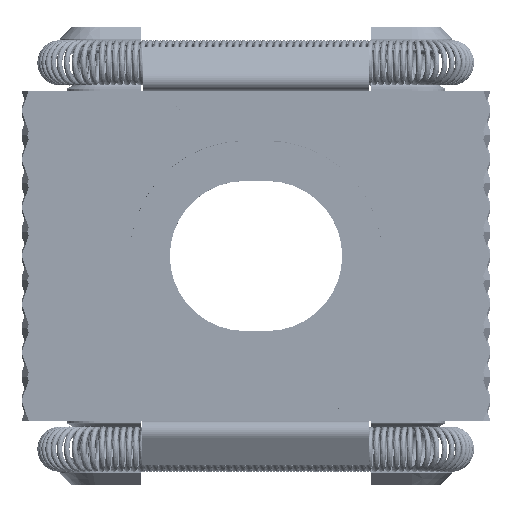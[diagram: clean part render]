
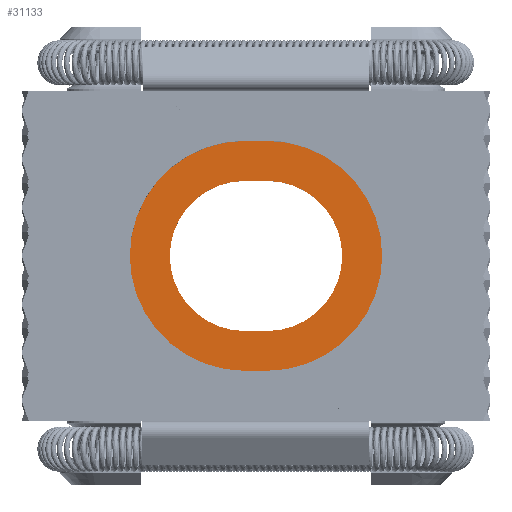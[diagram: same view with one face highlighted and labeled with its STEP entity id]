
A CAD part, top view. The second image highlights one B-rep face of the part: STEP entity #31133.
In plain terms, the highlighted planar face has unit normal (0, 0, 1).
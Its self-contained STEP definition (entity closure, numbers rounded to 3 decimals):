
#706 = CIRCLE ( 'NONE', #7802, 10.319 ) ;
#1920 = LINE ( 'NONE', #54701, #69934 ) ;
#2397 = VERTEX_POINT ( 'NONE', #5779 ) ;
#2463 = CARTESIAN_POINT ( 'NONE',  ( 0., 6.731, 4.8 ) ) ;
#3448 = DIRECTION ( 'NONE',  ( 1., 0., 0. ) ) ;
#4311 = VERTEX_POINT ( 'NONE', #62661 ) ;
#5779 = CARTESIAN_POINT ( 'NONE',  ( -1., -10.319, 4.8 ) ) ;
#6308 = CARTESIAN_POINT ( 'NONE',  ( 7.731, 0., 4.8 ) ) ;
#7539 = AXIS2_PLACEMENT_3D ( 'NONE', #60096, #55222, #31280 ) ;
#7758 = AXIS2_PLACEMENT_3D ( 'NONE', #29498, #30252, #65071 ) ;
#7802 = AXIS2_PLACEMENT_3D ( 'NONE', #54115, #26037, #19469 ) ;
#8444 = ORIENTED_EDGE ( 'NONE', *, *, #23001, .F. ) ;
#8969 = CIRCLE ( 'NONE', #23052, 6.731 ) ;
#9081 = ORIENTED_EDGE ( 'NONE', *, *, #26448, .F. ) ;
#9780 = DIRECTION ( 'NONE',  ( 0., 0., 1. ) ) ;
#13407 = EDGE_CURVE ( 'NONE', #53802, #56378, #8969, .T. ) ;
#13666 = DIRECTION ( 'NONE',  ( 1., 0., 0. ) ) ;
#14225 = DIRECTION ( 'NONE',  ( -1., 0., 0. ) ) ;
#14700 = CARTESIAN_POINT ( 'NONE',  ( -1., 10.319, 4.8 ) ) ;
#15374 = CARTESIAN_POINT ( 'NONE',  ( -1., 0., 4.8 ) ) ;
#17095 = CARTESIAN_POINT ( 'NONE',  ( 1., 10.319, 4.8 ) ) ;
#17925 = AXIS2_PLACEMENT_3D ( 'NONE', #65021, #71395, #36470 ) ;
#18717 = AXIS2_PLACEMENT_3D ( 'NONE', #15374, #9780, #68002 ) ;
#19469 = DIRECTION ( 'NONE',  ( 1., 0., 0. ) ) ;
#21767 = VERTEX_POINT ( 'NONE', #56911 ) ;
#21870 = EDGE_LOOP ( 'NONE', ( #38769, #36085, #47525, #68285, #43271 ) ) ;
#21948 = DIRECTION ( 'NONE',  ( 0., 0., 1. ) ) ;
#23001 = EDGE_CURVE ( 'NONE', #51444, #38386, #33131, .T. ) ;
#23052 = AXIS2_PLACEMENT_3D ( 'NONE', #39604, #21948, #73584 ) ;
#24864 = CARTESIAN_POINT ( 'NONE',  ( -1., -10.319, 4.8 ) ) ;
#26037 = DIRECTION ( 'NONE',  ( 0., 0., -1. ) ) ;
#26448 = EDGE_CURVE ( 'NONE', #2397, #68656, #38329, .T. ) ;
#29498 = CARTESIAN_POINT ( 'NONE',  ( -1., 0., 4.8 ) ) ;
#30252 = DIRECTION ( 'NONE',  ( 0., 0., -1. ) ) ;
#30501 = VERTEX_POINT ( 'NONE', #72296 ) ;
#30526 = CARTESIAN_POINT ( 'NONE',  ( 1., 0., 4.8 ) ) ;
#31133 = ADVANCED_FACE ( 'NONE', ( #70517, #39667 ), #52168, .T. ) ;
#31280 = DIRECTION ( 'NONE',  ( 1., 0., 0. ) ) ;
#31620 = CARTESIAN_POINT ( 'NONE',  ( -1., -6.731, 4.8 ) ) ;
#33087 = LINE ( 'NONE', #2463, #62025 ) ;
#33131 = CIRCLE ( 'NONE', #7539, 10.319 ) ;
#34193 = ORIENTED_EDGE ( 'NONE', *, *, #38546, .F. ) ;
#35810 = VECTOR ( 'NONE', #54655, 1000. ) ;
#36085 = ORIENTED_EDGE ( 'NONE', *, *, #48107, .F. ) ;
#36470 = DIRECTION ( 'NONE',  ( 1., 0., 0. ) ) ;
#37256 = VECTOR ( 'NONE', #13666, 1000. ) ;
#38329 = CIRCLE ( 'NONE', #7758, 10.319 ) ;
#38386 = VERTEX_POINT ( 'NONE', #63975 ) ;
#38546 = EDGE_CURVE ( 'NONE', #38386, #30501, #706, .T. ) ;
#38769 = ORIENTED_EDGE ( 'NONE', *, *, #41217, .F. ) ;
#39604 = CARTESIAN_POINT ( 'NONE',  ( 1., 0., 4.8 ) ) ;
#39667 = FACE_BOUND ( 'NONE', #21870, .T. ) ;
#40986 = EDGE_CURVE ( 'NONE', #66957, #53802, #56269, .T. ) ;
#41217 = EDGE_CURVE ( 'NONE', #21767, #66957, #68806, .T. ) ;
#41440 = CIRCLE ( 'NONE', #69652, 6.731 ) ;
#41478 = ORIENTED_EDGE ( 'NONE', *, *, #75063, .F. ) ;
#43271 = ORIENTED_EDGE ( 'NONE', *, *, #40986, .F. ) ;
#47525 = ORIENTED_EDGE ( 'NONE', *, *, #54747, .F. ) ;
#48107 = EDGE_CURVE ( 'NONE', #4311, #21767, #33087, .T. ) ;
#48673 = DIRECTION ( 'NONE',  ( 1., 0., 0. ) ) ;
#51444 = VERTEX_POINT ( 'NONE', #17095 ) ;
#52168 = PLANE ( 'NONE',  #17925 ) ;
#53775 = DIRECTION ( 'NONE',  ( 0., 0., 1. ) ) ;
#53802 = VERTEX_POINT ( 'NONE', #70079 ) ;
#54115 = CARTESIAN_POINT ( 'NONE',  ( 1., 0., 4.8 ) ) ;
#54655 = DIRECTION ( 'NONE',  ( -1., 0., 0. ) ) ;
#54701 = CARTESIAN_POINT ( 'NONE',  ( -1., 10.319, 4.8 ) ) ;
#54747 = EDGE_CURVE ( 'NONE', #56378, #4311, #41440, .T. ) ;
#55222 = DIRECTION ( 'NONE',  ( 0., 0., -1. ) ) ;
#56269 = LINE ( 'NONE', #71885, #37256 ) ;
#56378 = VERTEX_POINT ( 'NONE', #6308 ) ;
#56911 = CARTESIAN_POINT ( 'NONE',  ( -1., 6.731, 4.8 ) ) ;
#59642 = EDGE_LOOP ( 'NONE', ( #9081, #41478, #34193, #8444, #67374 ) ) ;
#60096 = CARTESIAN_POINT ( 'NONE',  ( 1., 0., 4.8 ) ) ;
#62025 = VECTOR ( 'NONE', #14225, 1000. ) ;
#62661 = CARTESIAN_POINT ( 'NONE',  ( 1., 6.731, 4.8 ) ) ;
#63975 = CARTESIAN_POINT ( 'NONE',  ( 11.319, 0., 4.8 ) ) ;
#65021 = CARTESIAN_POINT ( 'NONE',  ( 0., 0., 4.8 ) ) ;
#65071 = DIRECTION ( 'NONE',  ( 1., 0., 0. ) ) ;
#66957 = VERTEX_POINT ( 'NONE', #31620 ) ;
#67374 = ORIENTED_EDGE ( 'NONE', *, *, #68708, .F. ) ;
#68002 = DIRECTION ( 'NONE',  ( 1., 0., 0. ) ) ;
#68285 = ORIENTED_EDGE ( 'NONE', *, *, #13407, .F. ) ;
#68358 = LINE ( 'NONE', #24864, #35810 ) ;
#68656 = VERTEX_POINT ( 'NONE', #14700 ) ;
#68708 = EDGE_CURVE ( 'NONE', #68656, #51444, #1920, .T. ) ;
#68806 = CIRCLE ( 'NONE', #18717, 6.731 ) ;
#69652 = AXIS2_PLACEMENT_3D ( 'NONE', #30526, #53775, #48673 ) ;
#69934 = VECTOR ( 'NONE', #3448, 1000. ) ;
#70079 = CARTESIAN_POINT ( 'NONE',  ( 1., -6.731, 4.8 ) ) ;
#70517 = FACE_OUTER_BOUND ( 'NONE', #59642, .T. ) ;
#71395 = DIRECTION ( 'NONE',  ( 0., 0., 1. ) ) ;
#71885 = CARTESIAN_POINT ( 'NONE',  ( 0., -6.731, 4.8 ) ) ;
#72296 = CARTESIAN_POINT ( 'NONE',  ( 1., -10.319, 4.8 ) ) ;
#73584 = DIRECTION ( 'NONE',  ( 1., 0., 0. ) ) ;
#75063 = EDGE_CURVE ( 'NONE', #30501, #2397, #68358, .T. ) ;
